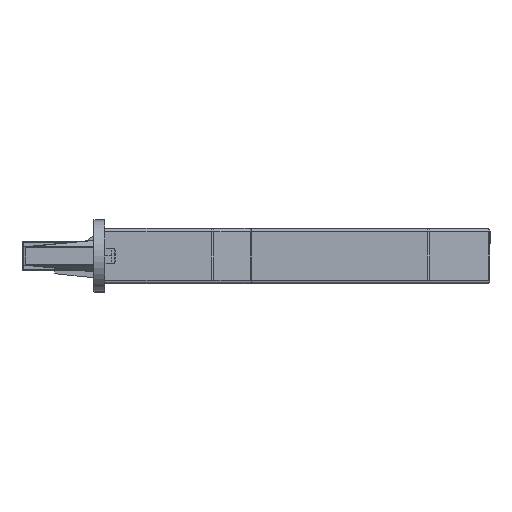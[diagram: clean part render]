
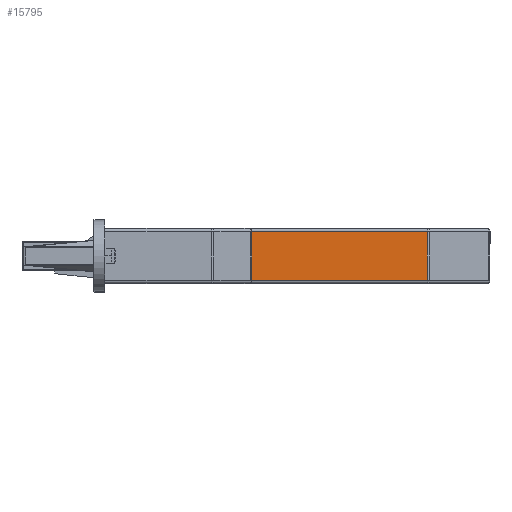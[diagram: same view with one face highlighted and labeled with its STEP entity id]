
A CAD part, front view. The second image highlights one B-rep face of the part: STEP entity #15795.
In plain terms, the highlighted face is planar.
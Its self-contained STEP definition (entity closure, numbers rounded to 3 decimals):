
#588 = VERTEX_POINT ( 'NONE', #4590 ) ;
#861 = CARTESIAN_POINT ( 'NONE',  ( 103.586, 145.3, 12.75 ) ) ;
#1937 = EDGE_CURVE ( 'NONE', #588, #4779, #14977, .T. ) ;
#2036 = AXIS2_PLACEMENT_3D ( 'NONE', #17944, #2129, #2349 ) ;
#2129 = DIRECTION ( 'NONE',  ( 0., 1., 0. ) ) ;
#2337 = CARTESIAN_POINT ( 'NONE',  ( 44.75, 145.3, 6. ) ) ;
#2349 = DIRECTION ( 'NONE',  ( 0., 0., 1. ) ) ;
#2409 = AXIS2_PLACEMENT_3D ( 'NONE', #2763, #13007, #19851 ) ;
#2763 = CARTESIAN_POINT ( 'NONE',  ( 44.75, 145.3, 6. ) ) ;
#3304 = CARTESIAN_POINT ( 'NONE',  ( 14., 145.3, -0.75 ) ) ;
#3587 = ORIENTED_EDGE ( 'NONE', *, *, #20015, .T. ) ;
#4321 = CARTESIAN_POINT ( 'NONE',  ( 14., 145.3, -0.75 ) ) ;
#4590 = CARTESIAN_POINT ( 'NONE',  ( 14., 145.3, 12.75 ) ) ;
#4622 = EDGE_CURVE ( 'NONE', #11473, #16412, #20136, .T. ) ;
#4779 = VERTEX_POINT ( 'NONE', #861 ) ;
#5184 = ORIENTED_EDGE ( 'NONE', *, *, #15056, .T. ) ;
#6157 = ORIENTED_EDGE ( 'NONE', *, *, #4622, .T. ) ;
#6220 = VERTEX_POINT ( 'NONE', #3304 ) ;
#6556 = CARTESIAN_POINT ( 'NONE',  ( 103.586, 145.3, -1.75 ) ) ;
#7166 = VECTOR ( 'NONE', #16917, 1000. ) ;
#7280 = LINE ( 'NONE', #4321, #7166 ) ;
#8234 = LINE ( 'NONE', #13354, #13365 ) ;
#8448 = DIRECTION ( 'NONE',  ( 0., 0., 1. ) ) ;
#8579 = LINE ( 'NONE', #6556, #8597 ) ;
#8597 = VECTOR ( 'NONE', #13487, 1000. ) ;
#9705 = CIRCLE ( 'NONE', #2409, 1.75 ) ;
#10623 = DIRECTION ( 'NONE',  ( 0., 0., -1. ) ) ;
#10986 = FACE_BOUND ( 'NONE', #17935, .T. ) ;
#11473 = VERTEX_POINT ( 'NONE', #11686 ) ;
#11548 = ORIENTED_EDGE ( 'NONE', *, *, #14845, .T. ) ;
#11686 = CARTESIAN_POINT ( 'NONE',  ( 44.75, 145.3, 7.75 ) ) ;
#11861 = CARTESIAN_POINT ( 'NONE',  ( 44.75, 145.3, 4.25 ) ) ;
#12209 = ORIENTED_EDGE ( 'NONE', *, *, #1937, .T. ) ;
#12720 = VERTEX_POINT ( 'NONE', #20590 ) ;
#13007 = DIRECTION ( 'NONE',  ( 0., -1., 0. ) ) ;
#13330 = EDGE_LOOP ( 'NONE', ( #14930, #12209, #11548, #3587 ) ) ;
#13354 = CARTESIAN_POINT ( 'NONE',  ( 14., 145.3, -1.75 ) ) ;
#13365 = VECTOR ( 'NONE', #8448, 1000. ) ;
#13487 = DIRECTION ( 'NONE',  ( 0., 0., -1. ) ) ;
#14845 = EDGE_CURVE ( 'NONE', #4779, #12720, #8579, .T. ) ;
#14930 = ORIENTED_EDGE ( 'NONE', *, *, #16438, .T. ) ;
#14977 = LINE ( 'NONE', #16569, #19294 ) ;
#15056 = EDGE_CURVE ( 'NONE', #16412, #11473, #9705, .T. ) ;
#15795 = ADVANCED_FACE ( 'NONE', ( #10986, #19425 ), #19195, .T. ) ;
#16137 = AXIS2_PLACEMENT_3D ( 'NONE', #2337, #17822, #10623 ) ;
#16412 = VERTEX_POINT ( 'NONE', #11861 ) ;
#16438 = EDGE_CURVE ( 'NONE', #6220, #588, #8234, .T. ) ;
#16569 = CARTESIAN_POINT ( 'NONE',  ( 14., 145.3, 12.75 ) ) ;
#16917 = DIRECTION ( 'NONE',  ( -1., 0., 0. ) ) ;
#17822 = DIRECTION ( 'NONE',  ( 0., -1., 0. ) ) ;
#17935 = EDGE_LOOP ( 'NONE', ( #5184, #6157 ) ) ;
#17944 = CARTESIAN_POINT ( 'NONE',  ( 14., 145.3, -1.75 ) ) ;
#19195 = PLANE ( 'NONE',  #2036 ) ;
#19294 = VECTOR ( 'NONE', #21811, 1000. ) ;
#19425 = FACE_OUTER_BOUND ( 'NONE', #13330, .T. ) ;
#19851 = DIRECTION ( 'NONE',  ( 0., 0., -1. ) ) ;
#20015 = EDGE_CURVE ( 'NONE', #12720, #6220, #7280, .T. ) ;
#20136 = CIRCLE ( 'NONE', #16137, 1.75 ) ;
#20590 = CARTESIAN_POINT ( 'NONE',  ( 103.586, 145.3, -0.75 ) ) ;
#21811 = DIRECTION ( 'NONE',  ( 1., 0., 0. ) ) ;
